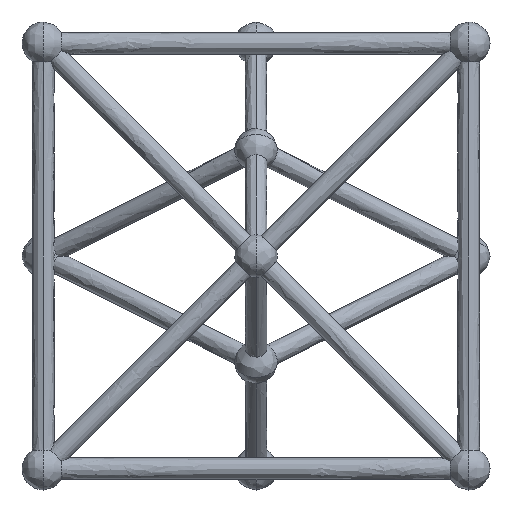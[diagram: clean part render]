
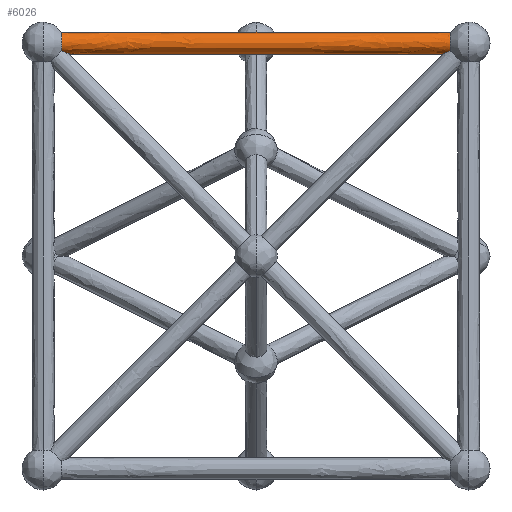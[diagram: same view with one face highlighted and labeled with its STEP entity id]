
A CAD part, left-side view. The second image highlights one B-rep face of the part: STEP entity #6026.
In plain terms, the highlighted free-form (B-spline) face has degree [2, 1] with [5, 2] control points.
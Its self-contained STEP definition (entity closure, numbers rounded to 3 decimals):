
#1333 = VERTEX_POINT('',#1334);
#1334 = CARTESIAN_POINT('',(-82.049,-74.987,
    86.226));
#1340 = EDGE_CURVE('',#1333,#1341,#1343,.T.);
#1341 = VERTEX_POINT('',#1342);
#1342 = CARTESIAN_POINT('',(-85.03,-74.987,
    79.123));
#1343 = ( BOUNDED_CURVE() B_SPLINE_CURVE(2,(#1344,#1345,#1346),
.UNSPECIFIED.,.F.,.F.) B_SPLINE_CURVE_WITH_KNOTS((3,3),(3.142,
5.488),.PIECEWISE_BEZIER_KNOTS.) CURVE() 
GEOMETRIC_REPRESENTATION_ITEM() RATIONAL_B_SPLINE_CURVE((1.,
0.387,1.)) REPRESENTATION_ITEM('') );
#1344 = CARTESIAN_POINT('',(-82.049,-74.987,
    86.226));
#1345 = CARTESIAN_POINT('',(-91.998,-74.987,
    86.226));
#1346 = CARTESIAN_POINT('',(-85.03,-74.987,
    79.123));
#4018 = VERTEX_POINT('',#4019);
#4019 = CARTESIAN_POINT('',(-82.049,-71.964,
    77.872));
#5121 = VERTEX_POINT('',#5122);
#5122 = CARTESIAN_POINT('',(-82.049,74.987,
    86.226));
#5130 = EDGE_CURVE('',#5121,#1333,#5131,.T.);
#5131 = B_SPLINE_CURVE_WITH_KNOTS('',1,(#5132,#5133),.UNSPECIFIED.,.F.,
  .F.,(2,2),(4.734,105.266),.PIECEWISE_BEZIER_KNOTS.);
#5132 = CARTESIAN_POINT('',(-82.049,74.987,
    86.226));
#5133 = CARTESIAN_POINT('',(-82.049,-74.987,
    86.226));
#5145 = EDGE_CURVE('',#5146,#4018,#5148,.T.);
#5146 = VERTEX_POINT('',#5147);
#5147 = CARTESIAN_POINT('',(-82.049,71.964,
    77.872));
#5148 = B_SPLINE_CURVE_WITH_KNOTS('',1,(#5149,#5150),.UNSPECIFIED.,.F.,
  .F.,(2,2),(6.76,103.24),.PIECEWISE_BEZIER_KNOTS.);
#5149 = CARTESIAN_POINT('',(-82.049,71.964,
    77.872));
#5150 = CARTESIAN_POINT('',(-82.049,-71.964,
    77.872));
#6000 = EDGE_CURVE('',#6001,#5146,#6003,.T.);
#6001 = VERTEX_POINT('',#6002);
#6002 = CARTESIAN_POINT('',(-85.03,74.987,
    79.123));
#6003 = ( BOUNDED_CURVE() B_SPLINE_CURVE(3,(#6004,#6005,#6006,#6007),
.UNSPECIFIED.,.F.,.F.) B_SPLINE_CURVE_WITH_KNOTS((4,4),(5.488,
6.283),.PIECEWISE_BEZIER_KNOTS.) CURVE() 
GEOMETRIC_REPRESENTATION_ITEM() RATIONAL_B_SPLINE_CURVE((1.,
0.948,0.948,1.)) REPRESENTATION_ITEM('') );
#6004 = CARTESIAN_POINT('',(-85.03,74.987,
    79.123));
#6005 = CARTESIAN_POINT('',(-84.234,73.027,
    78.312));
#6006 = CARTESIAN_POINT('',(-83.186,71.964,
    77.872));
#6007 = CARTESIAN_POINT('',(-82.049,71.964,
    77.872));
#6026 = ADVANCED_FACE('',(#6027),#6046,.T.);
#6027 = FACE_BOUND('',#6028,.T.);
#6028 = EDGE_LOOP('',(#6029,#6030,#6036,#6037,#6038,#6045));
#6029 = ORIENTED_EDGE('',*,*,#5130,.F.);
#6030 = ORIENTED_EDGE('',*,*,#6031,.F.);
#6031 = EDGE_CURVE('',#6001,#5121,#6032,.T.);
#6032 = ( BOUNDED_CURVE() B_SPLINE_CURVE(2,(#6033,#6034,#6035),
.UNSPECIFIED.,.F.,.F.) B_SPLINE_CURVE_WITH_KNOTS((3,3),(3.937,
6.283),.PIECEWISE_BEZIER_KNOTS.) CURVE() 
GEOMETRIC_REPRESENTATION_ITEM() RATIONAL_B_SPLINE_CURVE((1.,
0.387,1.)) REPRESENTATION_ITEM('') );
#6033 = CARTESIAN_POINT('',(-85.03,74.987,
    79.123));
#6034 = CARTESIAN_POINT('',(-91.998,74.987,
    86.226));
#6035 = CARTESIAN_POINT('',(-82.049,74.987,
    86.226));
#6036 = ORIENTED_EDGE('',*,*,#6000,.T.);
#6037 = ORIENTED_EDGE('',*,*,#5145,.T.);
#6038 = ORIENTED_EDGE('',*,*,#6039,.T.);
#6039 = EDGE_CURVE('',#4018,#1341,#6040,.T.);
#6040 = ( BOUNDED_CURVE() B_SPLINE_CURVE(3,(#6041,#6042,#6043,#6044),
.UNSPECIFIED.,.F.,.F.) B_SPLINE_CURVE_WITH_KNOTS((4,4),(3.142,
3.937),.PIECEWISE_BEZIER_KNOTS.) CURVE() 
GEOMETRIC_REPRESENTATION_ITEM() RATIONAL_B_SPLINE_CURVE((1.,
0.948,0.948,1.)) REPRESENTATION_ITEM('') );
#6041 = CARTESIAN_POINT('',(-82.049,-71.964,
    77.872));
#6042 = CARTESIAN_POINT('',(-83.186,-71.964,
    77.872));
#6043 = CARTESIAN_POINT('',(-84.234,-73.027,
    78.312));
#6044 = CARTESIAN_POINT('',(-85.03,-74.987,
    79.123));
#6045 = ORIENTED_EDGE('',*,*,#1340,.F.);
#6046 = ( BOUNDED_SURFACE() B_SPLINE_SURFACE(2,1,(
    (#6047,#6048)
    ,(#6049,#6050)
    ,(#6051,#6052)
    ,(#6053,#6054)
    ,(#6055,#6056
)),.UNSPECIFIED.,.F.,.F.,.F.) B_SPLINE_SURFACE_WITH_KNOTS((3,2,3),(2,2),
  (3.142,4.712,6.283),(4.734,
    105.266),.PIECEWISE_BEZIER_KNOTS.) 
GEOMETRIC_REPRESENTATION_ITEM() RATIONAL_B_SPLINE_SURFACE((
    (1.,1.)
    ,(0.707,0.707)
    ,(1.,1.)
    ,(0.707,0.707)
,(1.,1.))) REPRESENTATION_ITEM('') SURFACE() );
#6047 = CARTESIAN_POINT('',(-82.049,74.987,
    86.226));
#6048 = CARTESIAN_POINT('',(-82.049,-74.987,
    86.226));
#6049 = CARTESIAN_POINT('',(-86.226,74.987,
    86.226));
#6050 = CARTESIAN_POINT('',(-86.226,-74.987,
    86.226));
#6051 = CARTESIAN_POINT('',(-86.226,74.987,
    82.049));
#6052 = CARTESIAN_POINT('',(-86.226,-74.987,
    82.049));
#6053 = CARTESIAN_POINT('',(-86.226,74.987,
    77.872));
#6054 = CARTESIAN_POINT('',(-86.226,-74.987,
    77.872));
#6055 = CARTESIAN_POINT('',(-82.049,74.987,
    77.872));
#6056 = CARTESIAN_POINT('',(-82.049,-74.987,
    77.872));
